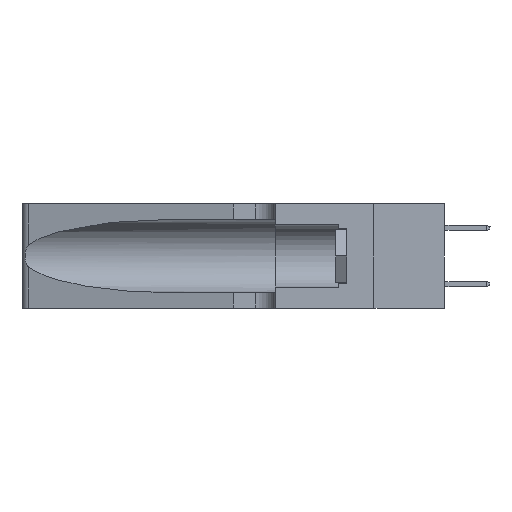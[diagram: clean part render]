
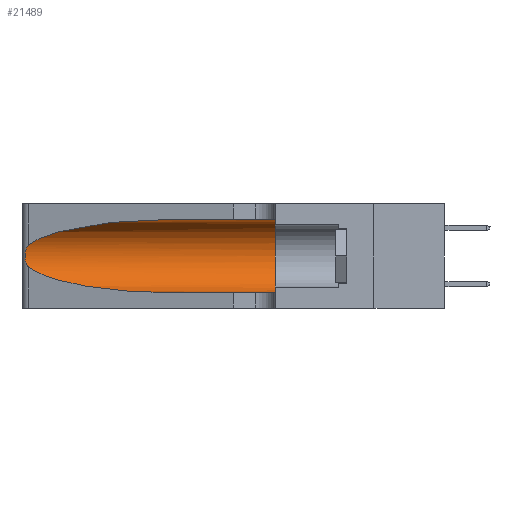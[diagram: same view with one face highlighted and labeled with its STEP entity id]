
A CAD part, left-side view. The second image highlights one B-rep face of the part: STEP entity #21489.
In plain terms, the highlighted cylindrical face has radius 3.308 mm (diameter 6.617 mm), a partial arc.
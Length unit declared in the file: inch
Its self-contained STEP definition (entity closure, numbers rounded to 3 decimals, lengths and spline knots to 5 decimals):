
#2009 = CARTESIAN_POINT ( 'NONE',  ( 0.18966, 0.96281, 0.31525 ) ) ;
#2547 = CARTESIAN_POINT ( 'NONE',  ( 0.2373, 1.15595, 0.08982 ) ) ;
#2733 = CARTESIAN_POINT ( 'NONE',  ( 0.1305, 0.72297, 0.05475 ) ) ;
#3969 = CARTESIAN_POINT ( 'NONE',  ( 0.25787, 1.23484, 0.2124 ) ) ;
#4471 = LINE ( 'NONE', #29409, #40369 ) ;
#5295 = VERTEX_POINT ( 'NONE', #15594 ) ;
#6154 = ORIENTED_EDGE ( 'NONE', *, *, #23918, .T. ) ;
#6266 = EDGE_LOOP ( 'NONE', ( #31019, #18681, #6154, #35023, #38183, #39566 ) ) ;
#7315 = DIRECTION ( 'NONE',  ( 0., -1., 0. ) ) ;
#7346 = LINE ( 'NONE', #41678, #13242 ) ;
#7427 = CARTESIAN_POINT ( 'NONE',  ( 0.25487, 1.22718, 0.22369 ) ) ;
#9349 = VERTEX_POINT ( 'NONE', #7427 ) ;
#10099 = CARTESIAN_POINT ( 'NONE',  ( 0.26075, 1.23896, 0.19203 ) ) ;
#11004 = CARTESIAN_POINT ( 'NONE',  ( 0.1305, 0.72297, 0.31525 ) ) ;
#13242 = VECTOR ( 'NONE', #22252, 39.37008 ) ;
#13959 = CARTESIAN_POINT ( 'NONE',  ( 0.25639, 1.23184, 0.21858 ) ) ;
#15147 = EDGE_CURVE ( 'NONE', #26145, #29176, #7346, .T. ) ;
#15352 = DIRECTION ( 'NONE',  ( 0., 0., 1. ) ) ;
#15594 = CARTESIAN_POINT ( 'NONE',  ( 0.1305, 0.35, 0.31525 ) ) ;
#17273 = CARTESIAN_POINT ( 'NONE',  ( 0.1305, 0.72297, 0.05475 ) ) ;
#17569 = CARTESIAN_POINT ( 'NONE',  ( 0.25555, 1.22994, 0.2215 ) ) ;
#17852 = CARTESIAN_POINT ( 'NONE',  ( 0.26075, 1.23896, 0.178 ) ) ;
#18301 = VERTEX_POINT ( 'NONE', #30956 ) ;
#18681 = ORIENTED_EDGE ( 'NONE', *, *, #24341, .T. ) ;
#20394 =( BOUNDED_CURVE ( )  B_SPLINE_CURVE ( 3, ( #43518, #2547, #27466, #17273 ),
 .UNSPECIFIED., .F., .T. ) 
 B_SPLINE_CURVE_WITH_KNOTS ( ( 4, 4 ),
 ( 3.44316, 4.71239 ),
 .UNSPECIFIED. ) 
 CURVE ( )  GEOMETRIC_REPRESENTATION_ITEM ( )  RATIONAL_B_SPLINE_CURVE ( ( 1., 0.87, 0.87, 1. ) ) 
 REPRESENTATION_ITEM ( '' )  );
#21489 = ADVANCED_FACE ( 'NONE', ( #34057 ), #35669, .F. ) ;
#22252 = DIRECTION ( 'NONE',  ( 0., -1., 0. ) ) ;
#22416 = CARTESIAN_POINT ( 'NONE',  ( 0.25856, 1.23593, 0.16098 ) ) ;
#22704 = EDGE_CURVE ( 'NONE', #25014, #5295, #4471, .T. ) ;
#22759 = AXIS2_PLACEMENT_3D ( 'NONE', #44038, #26991, #30428 ) ;
#22944 = AXIS2_PLACEMENT_3D ( 'NONE', #32421, #25537, #15352 ) ;
#23403 = CARTESIAN_POINT ( 'NONE',  ( 0.1305, 0.35, 0.05475 ) ) ;
#23918 = EDGE_CURVE ( 'NONE', #18301, #26145, #20394, .T. ) ;
#24341 = EDGE_CURVE ( 'NONE', #9349, #18301, #29149, .T. ) ;
#25014 = VERTEX_POINT ( 'NONE', #11004 ) ;
#25126 = CIRCLE ( 'NONE', #22944, 0.13025 ) ;
#25537 = DIRECTION ( 'NONE',  ( 0., 1., 0. ) ) ;
#25618 = CARTESIAN_POINT ( 'NONE',  ( 0.2373, 1.15595, 0.28018 ) ) ;
#26145 = VERTEX_POINT ( 'NONE', #2733 ) ;
#26330 = CARTESIAN_POINT ( 'NONE',  ( 0.25487, 1.22718, 0.14631 ) ) ;
#26991 = DIRECTION ( 'NONE',  ( 0., -1., 0. ) ) ;
#27466 = CARTESIAN_POINT ( 'NONE',  ( 0.18966, 0.96281, 0.05475 ) ) ;
#27614 = CARTESIAN_POINT ( 'NONE',  ( 0.25487, 1.22718, 0.22369 ) ) ;
#27885 = CARTESIAN_POINT ( 'NONE',  ( 0.25854, 1.2359, 0.20912 ) ) ;
#29149 = B_SPLINE_CURVE_WITH_KNOTS ( 'NONE', 3,
 ( #27614, #17569, #13959, #3969, #27885, #30629, #10099, #17852, #41806, #22416, #36317, #34792, #29463, #26330 ),
 .UNSPECIFIED., .F., .F.,
 ( 4, 2, 2, 2, 2, 2, 4 ),
 ( 0., 0.00027, 0.00053, 0.00107, 0.0016, 0.00187, 0.00214 ),
 .UNSPECIFIED. ) ;
#29176 = VERTEX_POINT ( 'NONE', #23403 ) ;
#29409 = CARTESIAN_POINT ( 'NONE',  ( 0.1305, 1.61858, 0.31525 ) ) ;
#29463 = CARTESIAN_POINT ( 'NONE',  ( 0.25555, 1.22993, 0.14849 ) ) ;
#30428 = DIRECTION ( 'NONE',  ( 0., 0., -1. ) ) ;
#30629 = CARTESIAN_POINT ( 'NONE',  ( 0.26018, 1.23835, 0.19895 ) ) ;
#30684 = EDGE_CURVE ( 'NONE', #5295, #29176, #25126, .T. ) ;
#30956 = CARTESIAN_POINT ( 'NONE',  ( 0.25487, 1.22718, 0.14631 ) ) ;
#31019 = ORIENTED_EDGE ( 'NONE', *, *, #34696, .T. ) ;
#32421 = CARTESIAN_POINT ( 'NONE',  ( 0.1305, 0.35, 0.185 ) ) ;
#34057 = FACE_OUTER_BOUND ( 'NONE', #6266, .T. ) ;
#34696 = EDGE_CURVE ( 'NONE', #25014, #9349, #36271, .T. ) ;
#34792 = CARTESIAN_POINT ( 'NONE',  ( 0.25639, 1.23186, 0.15144 ) ) ;
#35023 = ORIENTED_EDGE ( 'NONE', *, *, #15147, .T. ) ;
#35627 = CARTESIAN_POINT ( 'NONE',  ( 0.25487, 1.22718, 0.22369 ) ) ;
#35669 = CYLINDRICAL_SURFACE ( 'NONE', #22759, 0.13025 ) ;
#35925 = CARTESIAN_POINT ( 'NONE',  ( 0.1305, 0.72297, 0.31525 ) ) ;
#36271 =( BOUNDED_CURVE ( )  B_SPLINE_CURVE ( 3, ( #35925, #2009, #25618, #35627 ),
 .UNSPECIFIED., .F., .F. ) 
 B_SPLINE_CURVE_WITH_KNOTS ( ( 4, 4 ),
 ( 1.5708, 2.84003 ),
 .UNSPECIFIED. ) 
 CURVE ( )  GEOMETRIC_REPRESENTATION_ITEM ( )  RATIONAL_B_SPLINE_CURVE ( ( 1., 0.87, 0.87, 1. ) ) 
 REPRESENTATION_ITEM ( '' )  );
#36317 = CARTESIAN_POINT ( 'NONE',  ( 0.25789, 1.23486, 0.15765 ) ) ;
#38183 = ORIENTED_EDGE ( 'NONE', *, *, #30684, .F. ) ;
#39566 = ORIENTED_EDGE ( 'NONE', *, *, #22704, .F. ) ;
#40369 = VECTOR ( 'NONE', #7315, 39.37008 ) ;
#41678 = CARTESIAN_POINT ( 'NONE',  ( 0.1305, 1.61858, 0.05475 ) ) ;
#41806 = CARTESIAN_POINT ( 'NONE',  ( 0.26017, 1.23833, 0.17102 ) ) ;
#43518 = CARTESIAN_POINT ( 'NONE',  ( 0.25487, 1.22718, 0.14631 ) ) ;
#44038 = CARTESIAN_POINT ( 'NONE',  ( 0.1305, 1.61858, 0.185 ) ) ;
